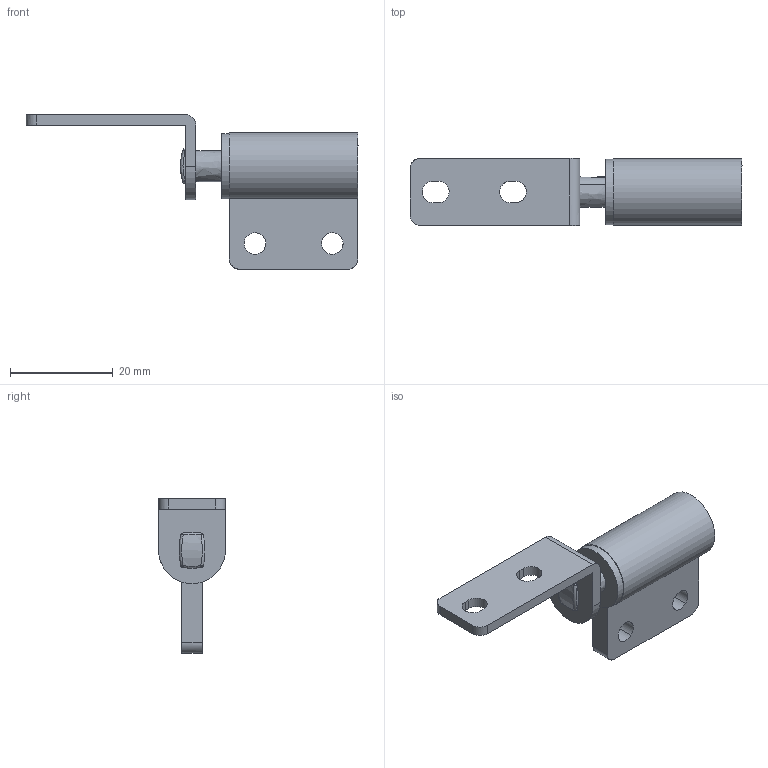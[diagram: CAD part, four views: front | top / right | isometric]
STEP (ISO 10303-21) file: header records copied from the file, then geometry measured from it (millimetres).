
FILE_DESCRIPTION((''),'2;1');
FILE_NAME('','2006-01-17T10:18:14',(''),(''),'','CADfix','');
FILE_SCHEMA(('AUTOMOTIVE_DESIGN'));
Length unit declared in the file: millimetre
Products named in the file (7): washer; socket; shaft; nut; case; bracket; TH_122_1A_18581_36
Assembly tree (6 placements, depth 2):
  TH_122_1A_18581_36
    washer
    socket
    shaft
    nut
    case
    bracket
Bounding box: 64.5 x 13 x 30 mm (x, y, z)
Volume: 4618.9 mm3; surface area: 6737.6 mm2
Topology: 6 solids, 6 shells, 103 faces, 337 edges, 250 vertices
Faces by surface type: bspline 103
Entity records: 5592 total; most frequent: CARTESIAN_POINT 3409, ORIENTED_EDGE 674, EDGE_CURVE 337, VERTEX_POINT 250, B_SPLINE_CURVE_WITH_KNOTS 238, EDGE_LOOP 125, FACE_OUTER_BOUND 103, ADVANCED_FACE 103
